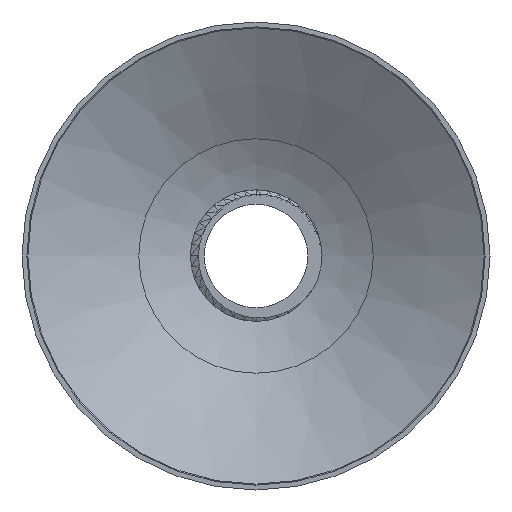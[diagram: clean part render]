
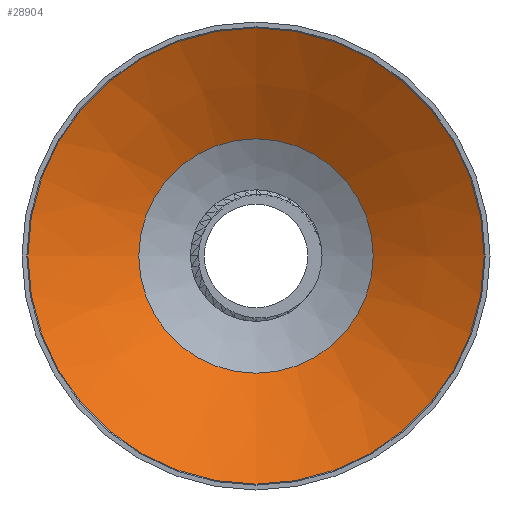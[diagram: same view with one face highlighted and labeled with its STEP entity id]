
A CAD part, front view. The second image highlights one B-rep face of the part: STEP entity #28904.
In plain terms, the highlighted conical face has half-angle 60 degrees and reference radius 42.578 mm.
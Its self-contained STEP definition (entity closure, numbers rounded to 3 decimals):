
#15=CONICAL_SURFACE('',#31077,42.578,1.047);
#34=CIRCLE('',#31069,28.906);
#35=CIRCLE('',#31070,28.906);
#38=CIRCLE('',#31074,56.25);
#39=CIRCLE('',#31075,56.25);
#2203=FACE_OUTER_BOUND('',#4366,.T.);
#4366=EDGE_LOOP('',(#24567,#24568,#24569,#24570,#24571,#24572));
#7977=LINE('',#47197,#11585);
#11585=VECTOR('',#39028,42.578);
#13308=VERTEX_POINT('',#47179);
#13309=VERTEX_POINT('',#47180);
#13312=VERTEX_POINT('',#47190);
#13313=VERTEX_POINT('',#47192);
#17060=EDGE_CURVE('',#13308,#13309,#34,.T.);
#17062=EDGE_CURVE('',#13309,#13308,#35,.T.);
#17065=EDGE_CURVE('',#13313,#13312,#38,.T.);
#17066=EDGE_CURVE('',#13312,#13313,#39,.T.);
#17068=EDGE_CURVE('',#13313,#13308,#7977,.T.);
#24567=ORIENTED_EDGE('',*,*,#17065,.T.);
#24568=ORIENTED_EDGE('',*,*,#17066,.T.);
#24569=ORIENTED_EDGE('',*,*,#17068,.T.);
#24570=ORIENTED_EDGE('',*,*,#17062,.F.);
#24571=ORIENTED_EDGE('',*,*,#17060,.F.);
#24572=ORIENTED_EDGE('',*,*,#17068,.F.);
#28904=ADVANCED_FACE('',(#2203),#15,.F.);
#31069=AXIS2_PLACEMENT_3D('',#47181,#39010,#39011);
#31070=AXIS2_PLACEMENT_3D('',#47185,#39012,#39013);
#31074=AXIS2_PLACEMENT_3D('',#47193,#39020,#39021);
#31075=AXIS2_PLACEMENT_3D('',#47194,#39022,#39023);
#31077=AXIS2_PLACEMENT_3D('',#47196,#39026,#39027);
#39010=DIRECTION('center_axis',(0.,-1.,0.));
#39011=DIRECTION('ref_axis',(1.,0.,0.));
#39012=DIRECTION('center_axis',(0.,-1.,0.));
#39013=DIRECTION('ref_axis',(1.,0.,0.));
#39020=DIRECTION('center_axis',(0.,-1.,0.));
#39021=DIRECTION('ref_axis',(1.,0.,0.));
#39022=DIRECTION('center_axis',(0.,-1.,0.));
#39023=DIRECTION('ref_axis',(1.,0.,0.));
#39026=DIRECTION('center_axis',(0.,-1.,0.));
#39027=DIRECTION('ref_axis',(1.,0.,0.));
#39028=DIRECTION('',(0.866,0.5,0.));
#47179=CARTESIAN_POINT('',(-28.906,16.731,0.));
#47180=CARTESIAN_POINT('',(0.,16.731,28.906));
#47181=CARTESIAN_POINT('Origin',(0.,16.731,0.));
#47185=CARTESIAN_POINT('Origin',(0.,16.731,0.));
#47190=CARTESIAN_POINT('',(0.,0.944,56.25));
#47192=CARTESIAN_POINT('',(-56.25,0.944,0.));
#47193=CARTESIAN_POINT('Origin',(0.,0.944,0.));
#47194=CARTESIAN_POINT('Origin',(0.,0.944,0.));
#47196=CARTESIAN_POINT('Origin',(0.,8.838,0.));
#47197=CARTESIAN_POINT('',(-42.578,8.838,0.));
